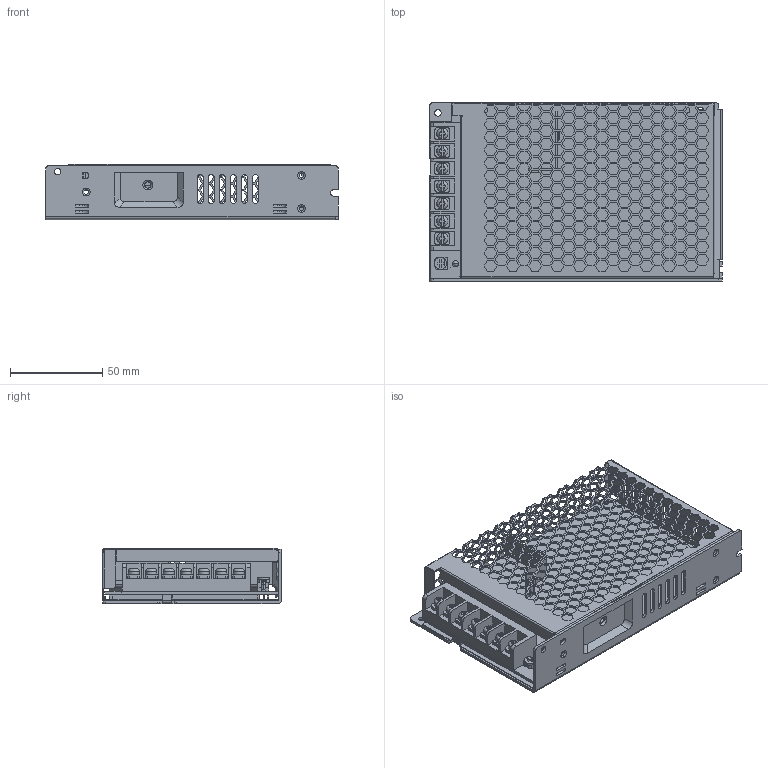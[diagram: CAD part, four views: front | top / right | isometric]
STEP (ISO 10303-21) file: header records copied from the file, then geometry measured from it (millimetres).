
FILE_DESCRIPTION((''),'2;1');
FILE_NAME('LRS-150_ASM_6_ASM','2024-05-28T',('Administrator'),(''),'PRO/ENGINEER BY PARAMETRIC TECHNOLOGY CORPORATION, 2010280','PRO/ENGINEER BY PARAMETRIC TECHNOLOGY CORPORATION, 2010280','');
FILE_SCHEMA(('CONFIG_CONTROL_DESIGN','SHAPE_APPEARANCE_LAYERS_GROUPS'));
Products named in the file (17): _X2_4E0A84CB_X0__4; DD_2; TTTT_4; DDD_2; _X2_5E955EA7_X0__ASM_4_ASM; PIN_1_1_2; P2_2; HS_ASM_2_ASM; PCB_4; TN_1_1_1_1_1_2; A1-112870_ASM_5_ASM; LED-3MM; 2; A2_ASM_4_ASM; MYLAR-1047460_3; MYLAR-1047790_ASM_3_ASM; LRS-150_ASM_6_ASM
Assembly tree (16 placements, depth 4):
  LRS-150_ASM_6_ASM
    A2_ASM_4_ASM
      _X2_4E0A84CB_X0__4
      _X2_5E955EA7_X0__ASM_4_ASM
        DD_2
        TTTT_4
        DDD_2
      HS_ASM_2_ASM
        PIN_1_1_2
        P2_2
      A1-112870_ASM_5_ASM
        PCB_4
        TN_1_1_1_1_1_2
      LED-3MM
      2
    MYLAR-1047790_ASM_3_ASM
      MYLAR-1047460_3
Bounding box: 159 x 97 x 30 mm (x, y, z)
Volume: 81278.5 mm3; surface area: 135500.6 mm2
Topology: 11 solids, 11 shells, 2943 faces, 8826 edges, 5884 vertices
Faces by surface type: plane 2580, cylinder 287, bspline 46, torus 24, cone 4, sphere 2
Entity records: 131144 total; most frequent: CARTESIAN_POINT 21799, ORIENTED_EDGE 17648, DIRECTION 15183, PRESENTATION_STYLE_ASSIGNMENT 9006, STYLED_ITEM 8835, CURVE_STYLE 8824, EDGE_CURVE 8824, VECTOR 7893
